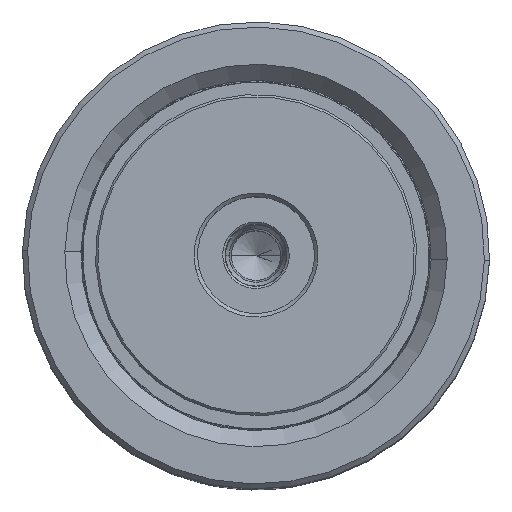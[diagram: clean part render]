
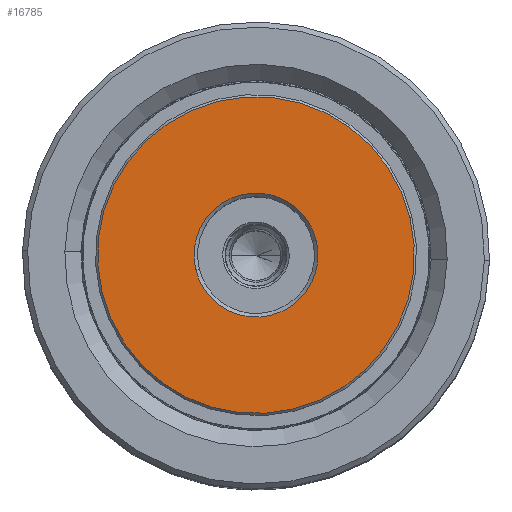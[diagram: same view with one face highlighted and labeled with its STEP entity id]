
A CAD part, top view. The second image highlights one B-rep face of the part: STEP entity #16785.
In plain terms, the highlighted face is planar.
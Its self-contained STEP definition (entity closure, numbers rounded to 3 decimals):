
#600 = AXIS2_PLACEMENT_3D ( 'NONE', #44694, #7923, #3893 ) ;
#1030 = EDGE_CURVE ( 'NONE', #46383, #39141, #44799, .T. ) ;
#2195 = CARTESIAN_POINT ( 'NONE',  ( -21.7, 0., 0. ) ) ;
#3893 = DIRECTION ( 'NONE',  ( 1., 0., 0. ) ) ;
#5362 = CIRCLE ( 'NONE', #10653, 21.7 ) ;
#6703 = CARTESIAN_POINT ( 'NONE',  ( 0., 0., 0. ) ) ;
#7923 = DIRECTION ( 'NONE',  ( 0., 0., 1. ) ) ;
#8855 = CIRCLE ( 'NONE', #13157, 8.5 ) ;
#9397 = CARTESIAN_POINT ( 'NONE',  ( 0., 0., 0. ) ) ;
#10142 = ORIENTED_EDGE ( 'NONE', *, *, #21444, .T. ) ;
#10653 = AXIS2_PLACEMENT_3D ( 'NONE', #9397, #21754, #29827 ) ;
#11978 = FACE_BOUND ( 'NONE', #36432, .T. ) ;
#13157 = AXIS2_PLACEMENT_3D ( 'NONE', #34482, #45468, #49774 ) ;
#16076 = CIRCLE ( 'NONE', #21209, 21.7 ) ;
#16785 = ADVANCED_FACE ( 'NONE', ( #48743, #11978 ), #28354, .F. ) ;
#17383 = EDGE_CURVE ( 'NONE', #44381, #48159, #5362, .T. ) ;
#21209 = AXIS2_PLACEMENT_3D ( 'NONE', #28609, #32641, #49802 ) ;
#21444 = EDGE_CURVE ( 'NONE', #39141, #46383, #8855, .T. ) ;
#21678 = AXIS2_PLACEMENT_3D ( 'NONE', #6703, #36436, #52808 ) ;
#21754 = DIRECTION ( 'NONE',  ( 0., 0., -1. ) ) ;
#28354 = PLANE ( 'NONE',  #600 ) ;
#28609 = CARTESIAN_POINT ( 'NONE',  ( 0., 0., 0. ) ) ;
#29229 = EDGE_CURVE ( 'NONE', #48159, #44381, #16076, .T. ) ;
#29827 = DIRECTION ( 'NONE',  ( 1., 0., 0. ) ) ;
#29906 = CARTESIAN_POINT ( 'NONE',  ( 21.7, 0., 0. ) ) ;
#30665 = ORIENTED_EDGE ( 'NONE', *, *, #29229, .T. ) ;
#30991 = EDGE_LOOP ( 'NONE', ( #30665, #42954 ) ) ;
#32641 = DIRECTION ( 'NONE',  ( 0., 0., -1. ) ) ;
#34482 = CARTESIAN_POINT ( 'NONE',  ( 0., 0., 0. ) ) ;
#36432 = EDGE_LOOP ( 'NONE', ( #43280, #10142 ) ) ;
#36436 = DIRECTION ( 'NONE',  ( 0., 0., 1. ) ) ;
#39141 = VERTEX_POINT ( 'NONE', #49688 ) ;
#42954 = ORIENTED_EDGE ( 'NONE', *, *, #17383, .T. ) ;
#43280 = ORIENTED_EDGE ( 'NONE', *, *, #1030, .T. ) ;
#44381 = VERTEX_POINT ( 'NONE', #2195 ) ;
#44694 = CARTESIAN_POINT ( 'NONE',  ( 0., 0., 0. ) ) ;
#44799 = CIRCLE ( 'NONE', #21678, 8.5 ) ;
#45468 = DIRECTION ( 'NONE',  ( 0., 0., 1. ) ) ;
#46383 = VERTEX_POINT ( 'NONE', #51080 ) ;
#48159 = VERTEX_POINT ( 'NONE', #29906 ) ;
#48743 = FACE_OUTER_BOUND ( 'NONE', #30991, .T. ) ;
#49688 = CARTESIAN_POINT ( 'NONE',  ( 8.5, 0., 0. ) ) ;
#49774 = DIRECTION ( 'NONE',  ( 1., 0., 0. ) ) ;
#49802 = DIRECTION ( 'NONE',  ( 1., 0., 0. ) ) ;
#51080 = CARTESIAN_POINT ( 'NONE',  ( -8.5, 0., 0. ) ) ;
#52808 = DIRECTION ( 'NONE',  ( 1., 0., 0. ) ) ;
